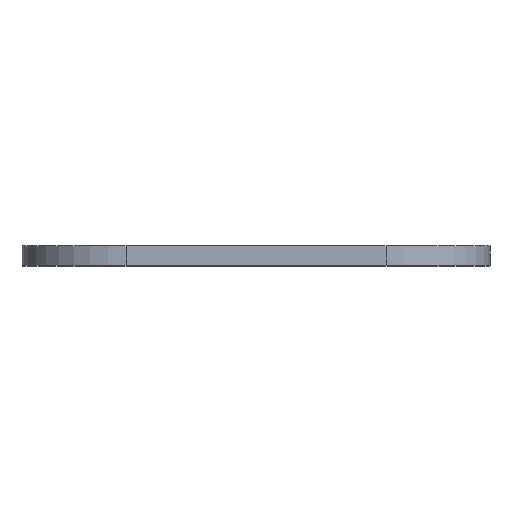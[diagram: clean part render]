
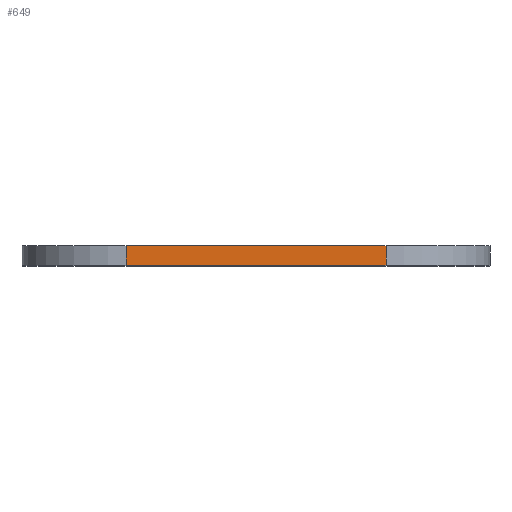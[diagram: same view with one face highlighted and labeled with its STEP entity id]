
A CAD part, top view. The second image highlights one B-rep face of the part: STEP entity #649.
In plain terms, the highlighted planar face has unit normal (0, 0, 1).
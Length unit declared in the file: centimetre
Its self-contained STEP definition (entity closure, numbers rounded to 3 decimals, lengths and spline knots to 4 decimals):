
#36 = VECTOR ( 'NONE', #136, 100. ) ;
#41 = CARTESIAN_POINT ( 'NONE',  ( -5., -0.75, 13. ) ) ;
#132 = EDGE_CURVE ( 'NONE', #453, #571, #897, .T. ) ;
#136 = DIRECTION ( 'NONE',  ( -1., 0., 0. ) ) ;
#152 = CARTESIAN_POINT ( 'NONE',  ( 5., -0.75, 13. ) ) ;
#178 = VECTOR ( 'NONE', #893, 100. ) ;
#224 = CARTESIAN_POINT ( 'NONE',  ( 5., -0.75, 13. ) ) ;
#225 = ORIENTED_EDGE ( 'NONE', *, *, #998, .T. ) ;
#234 = CARTESIAN_POINT ( 'NONE',  ( 5., 0., 13. ) ) ;
#317 = LINE ( 'NONE', #659, #1010 ) ;
#413 = DIRECTION ( 'NONE',  ( 0., 0., -1. ) ) ;
#435 = ORIENTED_EDGE ( 'NONE', *, *, #1031, .F. ) ;
#442 = VECTOR ( 'NONE', #563, 100. ) ;
#453 = VERTEX_POINT ( 'NONE', #919 ) ;
#532 = ORIENTED_EDGE ( 'NONE', *, *, #132, .T. ) ;
#563 = DIRECTION ( 'NONE',  ( 0., 1., 0. ) ) ;
#571 = VERTEX_POINT ( 'NONE', #802 ) ;
#579 = FACE_OUTER_BOUND ( 'NONE', #915, .T. ) ;
#596 = EDGE_CURVE ( 'NONE', #947, #807, #720, .T. ) ;
#615 = AXIS2_PLACEMENT_3D ( 'NONE', #152, #413, #823 ) ;
#649 = ADVANCED_FACE ( 'NONE', ( #579 ), #840, .F. ) ;
#651 = CARTESIAN_POINT ( 'NONE',  ( 5., -0.75, 13. ) ) ;
#659 = CARTESIAN_POINT ( 'NONE',  ( -5., -0.75, 13. ) ) ;
#720 = LINE ( 'NONE', #817, #178 ) ;
#742 = LINE ( 'NONE', #224, #442 ) ;
#801 = ORIENTED_EDGE ( 'NONE', *, *, #596, .F. ) ;
#802 = CARTESIAN_POINT ( 'NONE',  ( -5., 0., 13. ) ) ;
#807 = VERTEX_POINT ( 'NONE', #41 ) ;
#817 = CARTESIAN_POINT ( 'NONE',  ( 5., -0.75, 13. ) ) ;
#823 = DIRECTION ( 'NONE',  ( -1., 0., 0. ) ) ;
#840 = PLANE ( 'NONE',  #615 ) ;
#893 = DIRECTION ( 'NONE',  ( -1., 0., 0. ) ) ;
#897 = LINE ( 'NONE', #234, #36 ) ;
#915 = EDGE_LOOP ( 'NONE', ( #801, #225, #532, #435 ) ) ;
#919 = CARTESIAN_POINT ( 'NONE',  ( 5., 0., 13. ) ) ;
#947 = VERTEX_POINT ( 'NONE', #651 ) ;
#998 = EDGE_CURVE ( 'NONE', #947, #453, #742, .T. ) ;
#1000 = DIRECTION ( 'NONE',  ( 0., 1., 0. ) ) ;
#1010 = VECTOR ( 'NONE', #1000, 100. ) ;
#1031 = EDGE_CURVE ( 'NONE', #807, #571, #317, .T. ) ;
